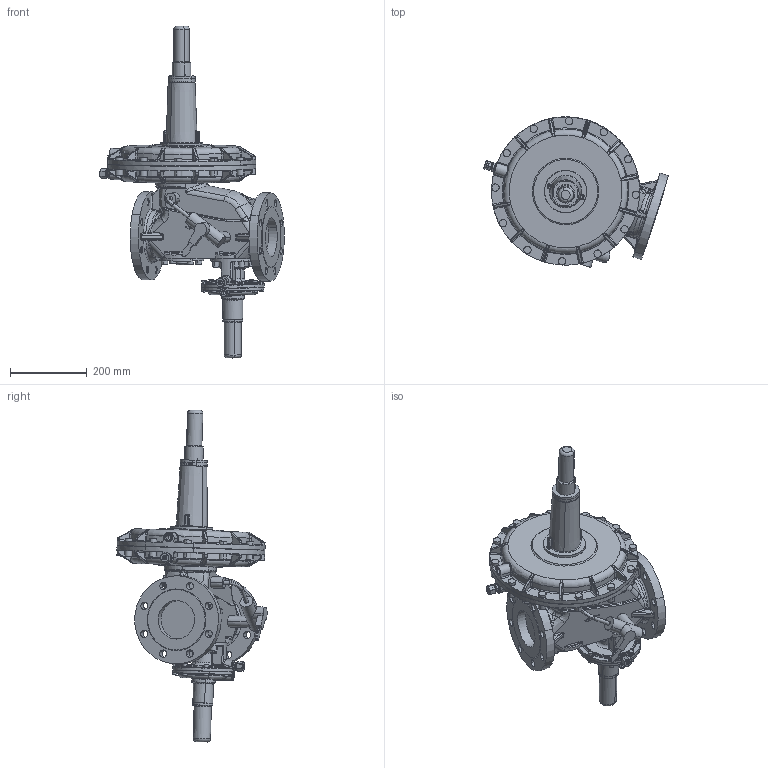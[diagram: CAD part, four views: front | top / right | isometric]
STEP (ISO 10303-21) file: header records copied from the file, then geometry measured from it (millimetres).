
FILE_DESCRIPTION(('CATIA V5 STEP Exchange'),'2;1');
FILE_NAME('RS250 DN100 390 HDS links ANSI.stp','2023-04-28T09:37:43+00:00',('none'),('none'),'CATIA Version 5-6 Release 2018 SP2','CATIA V5 STEP AP203','none');
FILE_SCHEMA(('CONFIG_CONTROL_DESIGN'));
Products named in the file (2): Product1; Produkt1
Assembly tree (5 placements, depth 3):
  Product1
    #57
    Produkt1
      #104650
      #105598
    #106257
Bounding box: 479.91 x 390.6 x 862.73 mm (x, y, z)
Volume: 18872633.2 mm3; surface area: 998101.6 mm2
Topology: 5 solids, 13 shells, 2530 faces, 6176 edges, 3545 vertices
Faces by surface type: cylinder 847, bspline 547, torus 519, plane 355, cone 128, sphere 127, extrusion 4, revolution 3
Entity records: 109046 total; most frequent: CARTESIAN_POINT 60761, ORIENTED_EDGE 11936, DIRECTION 6167, EDGE_CURVE 5968, AXIS2_PLACEMENT_3D 3691, VERTEX_POINT 3545, EDGE_LOOP 2655, CIRCLE 2535
